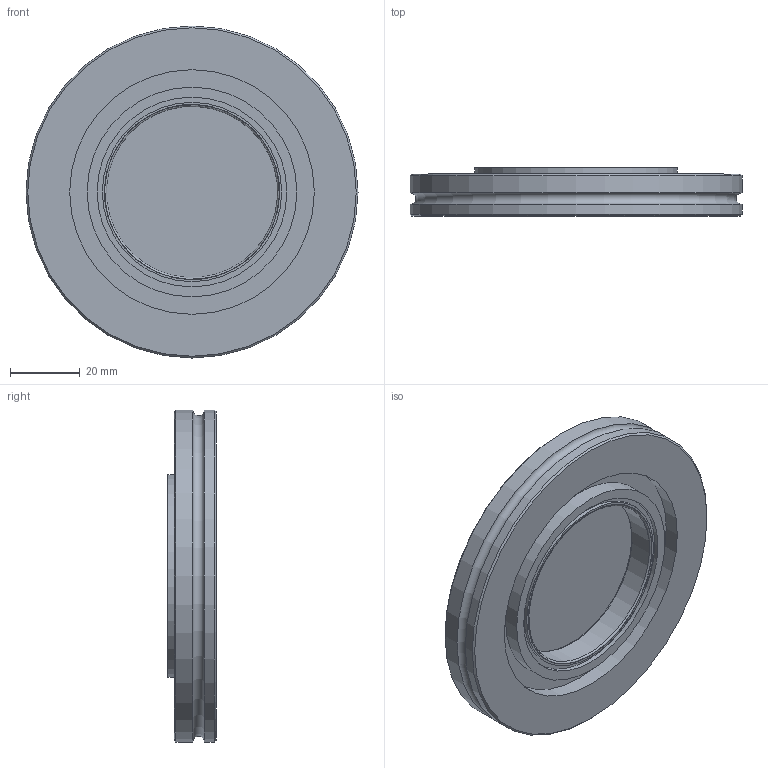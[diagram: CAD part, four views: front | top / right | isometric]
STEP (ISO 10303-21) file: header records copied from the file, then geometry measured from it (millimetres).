
FILE_DESCRIPTION(/* description */ (''),/* implementation_level */ '2;1');
FILE_NAME(/* name */ 'VP-63LF.stp',/* time_stamp */ '2023-08-11T15:35:18+01:00',/* author */ ('PaulJarvis'),/* organization */ (''),/* preprocessor_version */ 'ST-DEVELOPER v19.2',/* originating_system */ 'Autodesk Inventor 2023',/* authorisation */ '');
FILE_SCHEMA (('AUTOMOTIVE_DESIGN { 1 0 10303 214 3 1 1 }'));
Length unit declared in the file: millimetre
Products named in the file (4): VP-63LF; flange for vp; spinning; glass
Assembly tree (3 placements, depth 2):
  VP-63LF
    flange for vp
    spinning
    glass
Bounding box: 95 x 13.8 x 95 mm (x, y, z)
Volume: 55288.4 mm3; surface area: 30517.6 mm2
Topology: 3 solids, 3 shells, 50 faces, 101 edges, 67 vertices
Faces by surface type: cylinder 18, plane 16, torus 10, cone 6
Full cylindrical faces by diameter (mm): 49 x1, 50.1 x2, 51.3 x1, 54.3 x1, 54.4 x2, 55.4 x1, 57 x2, 58 x1, 58.8 x1, 60 x1, 70 x1, 75 x1, 92 x1, 95 x2
Entity records: 1516 total; most frequent: DIRECTION 292, CARTESIAN_POINT 225, ORIENTED_EDGE 202, AXIS2_PLACEMENT_3D 134, EDGE_CURVE 101, CIRCLE 77, VERTEX_POINT 67, EDGE_LOOP 64
